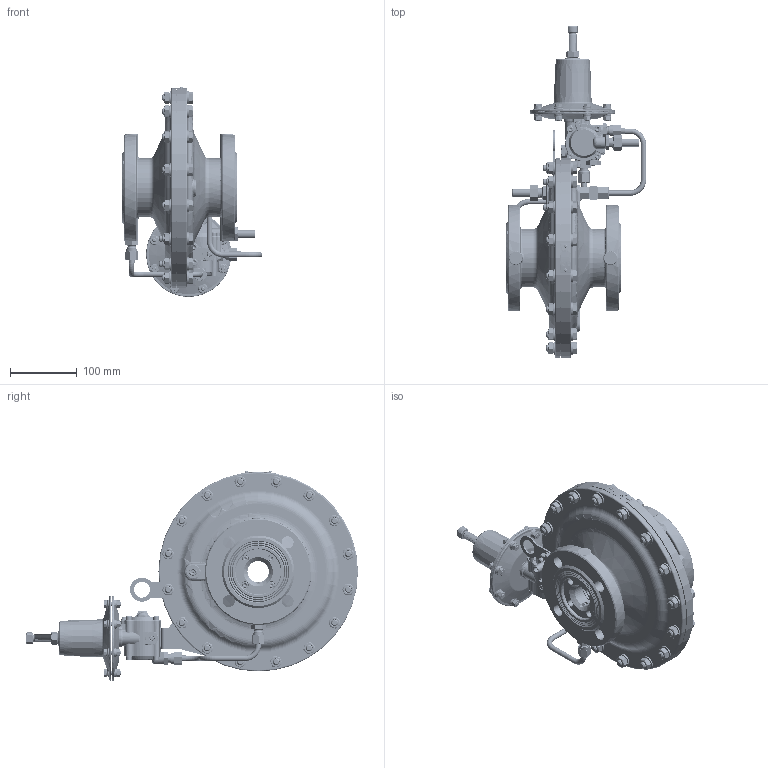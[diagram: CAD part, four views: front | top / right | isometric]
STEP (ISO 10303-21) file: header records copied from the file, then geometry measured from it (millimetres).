
FILE_DESCRIPTION (( 'STEP AP203' ), '1' );
FILE_NAME ('VENIO-C-50.STEP', '2020-12-24T09:41:07', ( '' ), ( '' ), 'SwSTEP 2.0', 'SolidWorks 2018', '' );
FILE_SCHEMA (( 'CONFIG_CONTROL_DESIGN' ));
Length unit declared in the file: millimetre
Products named in the file (1): VENIO-C-50
Bounding box: 211 x 499.09 x 315.32 mm (x, y, z)
Volume: 2864742.1 mm3; surface area: 774663 mm2
Topology: 158 solids, 158 shells, 5692 faces, 13051 edges, 7637 vertices
Faces by surface type: cylinder 1694, plane 1330, cone 1172, torus 706, bspline 521, sphere 269
Entity records: 194041 total; most frequent: CARTESIAN_POINT 68961, DIRECTION 27153, ORIENTED_EDGE 25544, EDGE_CURVE 12772, AXIS2_PLACEMENT_3D 11602, VERTEX_POINT 7587, CIRCLE 6430, EDGE_LOOP 6287
